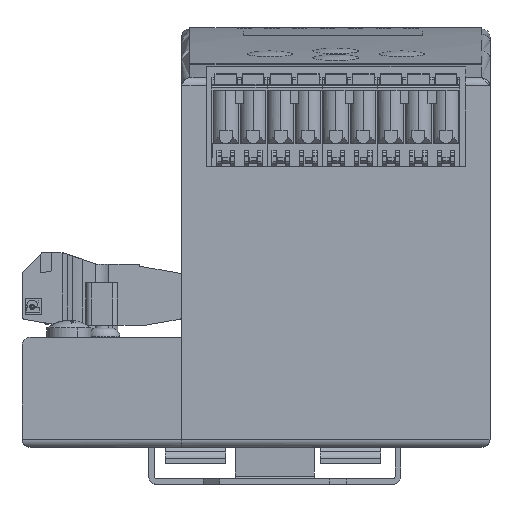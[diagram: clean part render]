
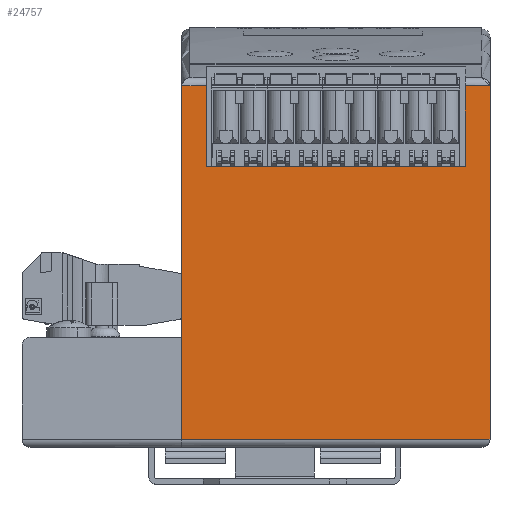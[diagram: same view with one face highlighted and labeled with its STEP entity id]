
A CAD part, front view. The second image highlights one B-rep face of the part: STEP entity #24757.
In plain terms, the highlighted planar face has unit normal (0, -1, 0).
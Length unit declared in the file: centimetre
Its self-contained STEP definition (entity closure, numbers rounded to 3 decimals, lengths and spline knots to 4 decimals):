
#559=PLANE('',#32243);
#1500=B_SPLINE_CURVE_WITH_KNOTS('',3,(#34449,#34450,#34451,#34452,#34453,
#34454,#34455,#34456,#34457,#34458,#34459,#34460,#34461,#34462,#34463,#34464,
#34465,#34466,#34467,#34468,#34469,#34470,#34471,#34472,#34473,#34474,#34475,
#34476,#34477,#34478,#34479,#34480,#34481,#34482),.UNSPECIFIED.,.T.,.U.,
(4,2,2,2,2,2,2,2,2,2,2,2,2,2,2,2,4),(0.,0.0553,0.111,
0.167,0.2234,0.2798,0.3358,
0.3915,0.4468,0.5022,0.5578,
0.6139,0.6702,0.7266,0.7827,
0.8383,0.8937),.UNSPECIFIED.);
#1503=B_SPLINE_CURVE_WITH_KNOTS('',3,(#34527,#34528,#34529,#34530,#34531,
#34532,#34533,#34534,#34535,#34536,#34537,#34538,#34539,#34540,#34541,#34542,
#34543,#34544,#34545,#34546,#34547,#34548,#34549,#34550,#34551,#34552,#34553,
#34554,#34555,#34556,#34557,#34558,#34559,#34560),.UNSPECIFIED.,.T.,.U.,
(4,2,2,2,2,2,2,2,2,2,2,2,2,2,2,2,4),(0.,0.0553,0.111,
0.167,0.2234,0.2798,0.3358,0.3915,
0.4468,0.5022,0.5578,0.6139,
0.6702,0.7266,0.7827,0.8383,0.8937),
 .UNSPECIFIED.);
#1565=VECTOR('',#26230,1.);
#1568=VECTOR('',#26239,1.);
#1573=VECTOR('',#26257,1.);
#1576=VECTOR('',#26263,1.);
#1580=VECTOR('',#26272,1.);
#1581=VECTOR('',#26273,1.);
#1582=VECTOR('',#26274,1.);
#1583=VECTOR('',#26275,1.);
#4079=LINE('',#34501,#1565);
#4082=LINE('',#34509,#1568);
#4087=LINE('',#34574,#1573);
#4090=LINE('',#34579,#1576);
#4094=LINE('',#34590,#1580);
#4095=LINE('',#34591,#1581);
#4096=LINE('',#34592,#1582);
#4097=LINE('',#34594,#1583);
#6936=VERTEX_POINT('',#34448);
#6937=VERTEX_POINT('',#34483);
#6938=VERTEX_POINT('',#34498);
#6941=VERTEX_POINT('',#34508);
#6942=VERTEX_POINT('',#34510);
#6944=VERTEX_POINT('',#34561);
#6945=VERTEX_POINT('',#34568);
#6948=VERTEX_POINT('',#34573);
#6949=VERTEX_POINT('',#34580);
#6952=VERTEX_POINT('',#34593);
#10216=EDGE_CURVE('',#6936,#6937,#1500,.T.);
#10220=EDGE_CURVE('',#6937,#6938,#4079,.T.);
#10224=EDGE_CURVE('',#6941,#6942,#4082,.T.);
#10228=EDGE_CURVE('',#6942,#6944,#1503,.T.);
#10235=EDGE_CURVE('',#6948,#6945,#4087,.T.);
#10238=EDGE_CURVE('',#6949,#6938,#4090,.T.);
#10244=EDGE_CURVE('',#6936,#6945,#4094,.T.);
#10245=EDGE_CURVE('',#6948,#6944,#4095,.T.);
#10246=EDGE_CURVE('',#6941,#6952,#4096,.T.);
#10247=EDGE_CURVE('',#6952,#6949,#4097,.T.);
#14052=ORIENTED_EDGE('',*,*,#10220,.F.);
#14053=ORIENTED_EDGE('',*,*,#10216,.F.);
#14054=ORIENTED_EDGE('',*,*,#10244,.T.);
#14055=ORIENTED_EDGE('',*,*,#10235,.F.);
#14056=ORIENTED_EDGE('',*,*,#10245,.T.);
#14057=ORIENTED_EDGE('',*,*,#10228,.F.);
#14058=ORIENTED_EDGE('',*,*,#10224,.F.);
#14059=ORIENTED_EDGE('',*,*,#10246,.T.);
#14060=ORIENTED_EDGE('',*,*,#10247,.T.);
#14061=ORIENTED_EDGE('',*,*,#10238,.T.);
#21587=EDGE_LOOP('',(#14052,#14053,#14054,#14055,#14056,#14057,#14058,#14059,
#14060,#14061));
#23172=FACE_BOUND('',#21587,.T.);
#24757=ADVANCED_FACE('',(#23172),#559,.T.);
#26230=DIRECTION('',(1.,0.,0.));
#26239=DIRECTION('',(1.,0.,0.));
#26257=DIRECTION('',(-1.,0.,0.));
#26263=DIRECTION('',(0.,0.,1.));
#26271=DIRECTION('',(0.,-1.,0.));
#26272=DIRECTION('',(0.,0.,-1.));
#26273=DIRECTION('',(0.,0.,1.));
#26274=DIRECTION('',(0.,0.,-1.));
#26275=DIRECTION('',(-1.,0.,0.));
#32243=AXIS2_PLACEMENT_3D('',#34589,#26271,$);
#34448=CARTESIAN_POINT('',(-2.8,-6.05,6.5483));
#34449=CARTESIAN_POINT('',(-2.65,-6.05,6.7));
#34450=CARTESIAN_POINT('',(-2.6316,-6.05,6.7));
#34451=CARTESIAN_POINT('',(-2.6099,-6.05,6.6956));
#34452=CARTESIAN_POINT('',(-2.5757,-6.05,6.6814));
#34453=CARTESIAN_POINT('',(-2.5572,-6.05,6.669));
#34454=CARTESIAN_POINT('',(-2.531,-6.05,6.6425));
#34455=CARTESIAN_POINT('',(-2.5186,-6.05,6.6239));
#34456=CARTESIAN_POINT('',(-2.5044,-6.05,6.5892));
#34457=CARTESIAN_POINT('',(-2.5,-6.05,6.5671));
#34458=CARTESIAN_POINT('',(-2.5,-6.05,6.5295));
#34459=CARTESIAN_POINT('',(-2.5044,-6.05,6.5074));
#34460=CARTESIAN_POINT('',(-2.5186,-6.05,6.4727));
#34461=CARTESIAN_POINT('',(-2.531,-6.05,6.454));
#34462=CARTESIAN_POINT('',(-2.5572,-6.05,6.4276));
#34463=CARTESIAN_POINT('',(-2.5757,-6.05,6.4152));
#34464=CARTESIAN_POINT('',(-2.6099,-6.05,6.4009));
#34465=CARTESIAN_POINT('',(-2.6316,-6.05,6.3966));
#34466=CARTESIAN_POINT('',(-2.6684,-6.05,6.3966));
#34467=CARTESIAN_POINT('',(-2.6901,-6.05,6.4009));
#34468=CARTESIAN_POINT('',(-2.7243,-6.05,6.4152));
#34469=CARTESIAN_POINT('',(-2.7428,-6.05,6.4276));
#34470=CARTESIAN_POINT('',(-2.769,-6.05,6.454));
#34471=CARTESIAN_POINT('',(-2.7814,-6.05,6.4727));
#34472=CARTESIAN_POINT('',(-2.7956,-6.05,6.5074));
#34473=CARTESIAN_POINT('',(-2.8,-6.05,6.5295));
#34474=CARTESIAN_POINT('',(-2.8,-6.05,6.5671));
#34475=CARTESIAN_POINT('',(-2.7956,-6.05,6.5892));
#34476=CARTESIAN_POINT('',(-2.7814,-6.05,6.6239));
#34477=CARTESIAN_POINT('',(-2.769,-6.05,6.6425));
#34478=CARTESIAN_POINT('',(-2.7428,-6.05,6.669));
#34479=CARTESIAN_POINT('',(-2.7243,-6.05,6.6814));
#34480=CARTESIAN_POINT('',(-2.6901,-6.05,6.6956));
#34481=CARTESIAN_POINT('',(-2.6684,-6.05,6.7));
#34482=CARTESIAN_POINT('',(-2.65,-6.05,6.7));
#34483=CARTESIAN_POINT('',(-2.7983,-6.05,6.5709));
#34498=CARTESIAN_POINT('',(-2.35,-6.05,6.5709));
#34501=CARTESIAN_POINT('',(-2.8,-6.05,6.5709));
#34508=CARTESIAN_POINT('',(2.35,-6.05,6.5709));
#34509=CARTESIAN_POINT('',(-2.8,-6.05,6.5709));
#34510=CARTESIAN_POINT('',(2.7983,-6.05,6.5709));
#34527=CARTESIAN_POINT('',(2.65,-6.05,6.7));
#34528=CARTESIAN_POINT('',(2.6684,-6.05,6.7));
#34529=CARTESIAN_POINT('',(2.6901,-6.05,6.6956));
#34530=CARTESIAN_POINT('',(2.7243,-6.05,6.6814));
#34531=CARTESIAN_POINT('',(2.7428,-6.05,6.669));
#34532=CARTESIAN_POINT('',(2.769,-6.05,6.6425));
#34533=CARTESIAN_POINT('',(2.7814,-6.05,6.6239));
#34534=CARTESIAN_POINT('',(2.7956,-6.05,6.5892));
#34535=CARTESIAN_POINT('',(2.8,-6.05,6.5671));
#34536=CARTESIAN_POINT('',(2.8,-6.05,6.5295));
#34537=CARTESIAN_POINT('',(2.7956,-6.05,6.5074));
#34538=CARTESIAN_POINT('',(2.7814,-6.05,6.4727));
#34539=CARTESIAN_POINT('',(2.769,-6.05,6.454));
#34540=CARTESIAN_POINT('',(2.7428,-6.05,6.4276));
#34541=CARTESIAN_POINT('',(2.7243,-6.05,6.4152));
#34542=CARTESIAN_POINT('',(2.6901,-6.05,6.4009));
#34543=CARTESIAN_POINT('',(2.6684,-6.05,6.3966));
#34544=CARTESIAN_POINT('',(2.6316,-6.05,6.3966));
#34545=CARTESIAN_POINT('',(2.6099,-6.05,6.4009));
#34546=CARTESIAN_POINT('',(2.5757,-6.05,6.4152));
#34547=CARTESIAN_POINT('',(2.5572,-6.05,6.4276));
#34548=CARTESIAN_POINT('',(2.531,-6.05,6.454));
#34549=CARTESIAN_POINT('',(2.5186,-6.05,6.4727));
#34550=CARTESIAN_POINT('',(2.5044,-6.05,6.5074));
#34551=CARTESIAN_POINT('',(2.5,-6.05,6.5295));
#34552=CARTESIAN_POINT('',(2.5,-6.05,6.5671));
#34553=CARTESIAN_POINT('',(2.5044,-6.05,6.5892));
#34554=CARTESIAN_POINT('',(2.5186,-6.05,6.6239));
#34555=CARTESIAN_POINT('',(2.531,-6.05,6.6425));
#34556=CARTESIAN_POINT('',(2.5572,-6.05,6.669));
#34557=CARTESIAN_POINT('',(2.5757,-6.05,6.6814));
#34558=CARTESIAN_POINT('',(2.6099,-6.05,6.6956));
#34559=CARTESIAN_POINT('',(2.6316,-6.05,6.7));
#34560=CARTESIAN_POINT('',(2.65,-6.05,6.7));
#34561=CARTESIAN_POINT('',(2.8,-6.05,6.5483));
#34568=CARTESIAN_POINT('',(-2.8,-6.05,0.15));
#34573=CARTESIAN_POINT('',(2.8,-6.05,0.15));
#34574=CARTESIAN_POINT('',(-2.8,-6.05,0.15));
#34579=CARTESIAN_POINT('',(-2.35,-6.05,6.175));
#34580=CARTESIAN_POINT('',(-2.35,-6.05,5.1));
#34589=CARTESIAN_POINT('',(-2.8,-6.05,3.35));
#34590=CARTESIAN_POINT('',(-2.8,-6.05,6.7));
#34591=CARTESIAN_POINT('',(2.8,-6.05,6.7));
#34592=CARTESIAN_POINT('',(2.35,-6.05,6.175));
#34593=CARTESIAN_POINT('',(2.35,-6.05,5.1));
#34594=CARTESIAN_POINT('',(-1.4,-6.05,5.1));
